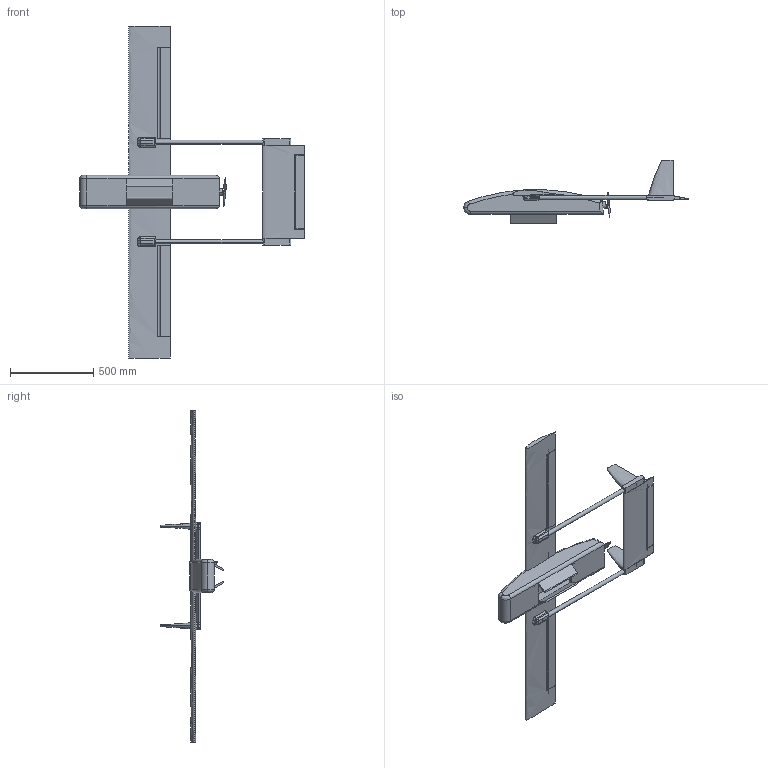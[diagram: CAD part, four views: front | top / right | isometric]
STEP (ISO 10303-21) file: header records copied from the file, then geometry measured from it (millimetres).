
FILE_DESCRIPTION (( 'STEP AP214' ), '1' );
FILE_NAME ('HAWKS_assembling.STEP', '2023-04-02T14:25:33', ( '' ), ( '' ), 'SwSTEP 2.0', 'SolidWorks 2020', '' );
FILE_SCHEMA (( 'AUTOMOTIVE_DESIGN' ));
Length unit declared in the file: millimetre
Products named in the file (9): stick; ailerons; door; APC 9x6 CW; tail; fuselage_smooth; HAWKS_assembling; tail_part; wing_clarky_2m
Assembly tree (11 placements, depth 2):
  HAWKS_assembling
    door  x2
    fuselage_smooth
    stick  x2
    tail
    tail_part
    wing_clarky_2m
    ailerons  x2
    APC 9x6 CW
Bounding box: 1352.52 x 382.92 x 2000 mm (x, y, z)
Volume: 28792755 mm3; surface area: 2616237.7 mm2
Topology: 12 solids, 13 shells, 286 faces, 664 edges, 416 vertices
Faces by surface type: plane 122, cylinder 118, bspline 32, torus 8, sphere 4, cone 2
Entity records: 16226 total; most frequent: CARTESIAN_POINT 10014, ORIENTED_EDGE 1198, DIRECTION 1193, EDGE_CURVE 599, AXIS2_PLACEMENT_3D 473, VERTEX_POINT 378, EDGE_LOOP 283, FACE_OUTER_BOUND 257
